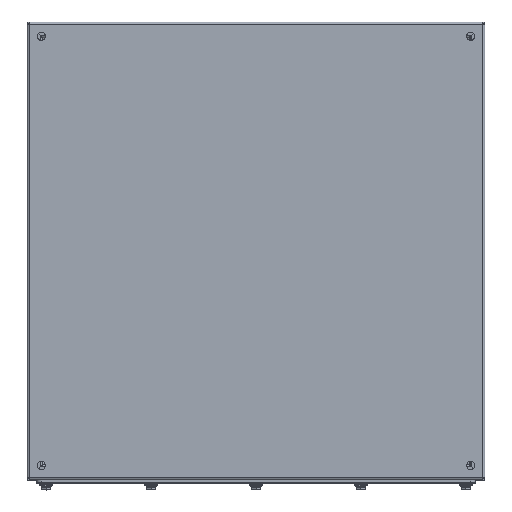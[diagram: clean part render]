
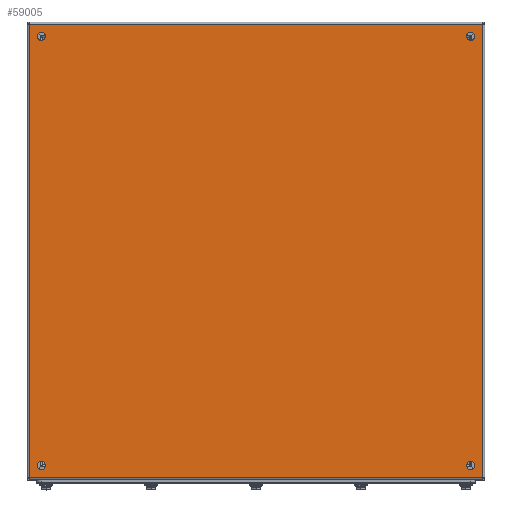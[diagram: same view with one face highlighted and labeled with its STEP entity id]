
A CAD part, top view. The second image highlights one B-rep face of the part: STEP entity #59005.
In plain terms, the highlighted planar face has unit normal (0, 0, 1).
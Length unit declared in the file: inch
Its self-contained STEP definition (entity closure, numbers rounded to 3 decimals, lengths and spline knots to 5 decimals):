
#1409 = CIRCLE ( 'NONE', #51815, 0.21875 ) ;
#1784 = CARTESIAN_POINT ( 'NONE',  ( 7.875, -0.00412, 6.9175 ) ) ;
#1831 = CIRCLE ( 'NONE', #5969, 0.21875 ) ;
#3471 = DIRECTION ( 'NONE',  ( 0., 0., -1. ) ) ;
#5969 = AXIS2_PLACEMENT_3D ( 'NONE', #25818, #57937, #5982 ) ;
#5982 = DIRECTION ( 'NONE',  ( -1., 0., 0. ) ) ;
#7589 = CARTESIAN_POINT ( 'NONE',  ( -3.375, 0.625, 6.9175 ) ) ;
#9493 = LINE ( 'NONE', #39771, #69932 ) ;
#11943 = EDGE_CURVE ( 'NONE', #129239, #129239, #1409, .T. ) ;
#12294 = DIRECTION ( 'NONE',  ( -1., 0., 0. ) ) ;
#16367 = VECTOR ( 'NONE', #92353, 39.37008 ) ;
#16455 = EDGE_LOOP ( 'NONE', ( #103209, #56382, #126509, #105063 ) ) ;
#16859 = DIRECTION ( 'NONE',  ( 1., 0., 0. ) ) ;
#18096 = EDGE_CURVE ( 'NONE', #95059, #104460, #18767, .T. ) ;
#18767 = LINE ( 'NONE', #86611, #27546 ) ;
#18985 = EDGE_CURVE ( 'NONE', #62126, #62126, #27123, .T. ) ;
#25818 = CARTESIAN_POINT ( 'NONE',  ( -3.375, 23.125, 6.9175 ) ) ;
#27123 = CIRCLE ( 'NONE', #77549, 0.21875 ) ;
#27546 = VECTOR ( 'NONE', #16859, 39.37008 ) ;
#28642 = DIRECTION ( 'NONE',  ( 0., -1., 0. ) ) ;
#28678 = DIRECTION ( 'NONE',  ( 0., 0., -1. ) ) ;
#33896 = CARTESIAN_POINT ( 'NONE',  ( 19.75413, -0.00412, 6.9175 ) ) ;
#34408 = CARTESIAN_POINT ( 'NONE',  ( 19.125, 0.625, 6.9175 ) ) ;
#34441 = DIRECTION ( 'NONE',  ( -1., 0., 0. ) ) ;
#37979 = FACE_BOUND ( 'NONE', #45843, .T. ) ;
#39115 = CARTESIAN_POINT ( 'NONE',  ( 18.90625, 23.125, 6.9175 ) ) ;
#39693 = ORIENTED_EDGE ( 'NONE', *, *, #118270, .T. ) ;
#39771 = CARTESIAN_POINT ( 'NONE',  ( 19.75413, 11.875, 6.9175 ) ) ;
#41110 = VERTEX_POINT ( 'NONE', #79747 ) ;
#41607 = AXIS2_PLACEMENT_3D ( 'NONE', #34408, #3471, #103525 ) ;
#45843 = EDGE_LOOP ( 'NONE', ( #39693 ) ) ;
#47143 = CARTESIAN_POINT ( 'NONE',  ( 18.90625, 0.625, 6.9175 ) ) ;
#48479 = VECTOR ( 'NONE', #12294, 39.37008 ) ;
#51815 = AXIS2_PLACEMENT_3D ( 'NONE', #87430, #127551, #77602 ) ;
#52153 = CARTESIAN_POINT ( 'NONE',  ( -4.00412, 11.875, 6.9175 ) ) ;
#53025 = EDGE_CURVE ( 'NONE', #41110, #95059, #102220, .T. ) ;
#53296 = VERTEX_POINT ( 'NONE', #73723 ) ;
#55315 = CARTESIAN_POINT ( 'NONE',  ( -3.59375, 0.625, 6.9175 ) ) ;
#56382 = ORIENTED_EDGE ( 'NONE', *, *, #18096, .F. ) ;
#57937 = DIRECTION ( 'NONE',  ( 0., 0., -1. ) ) ;
#59005 = ADVANCED_FACE ( 'NONE', ( #37979, #123965, #91714, #124591, #83141 ), #114033, .F. ) ;
#61890 = EDGE_LOOP ( 'NONE', ( #98893 ) ) ;
#61995 = EDGE_CURVE ( 'NONE', #118654, #41110, #101831, .T. ) ;
#62126 = VERTEX_POINT ( 'NONE', #55315 ) ;
#62538 = CARTESIAN_POINT ( 'NONE',  ( 19.75413, 23.75413, 6.9175 ) ) ;
#62989 = EDGE_LOOP ( 'NONE', ( #108309 ) ) ;
#68815 = VERTEX_POINT ( 'NONE', #47143 ) ;
#69932 = VECTOR ( 'NONE', #28642, 39.37008 ) ;
#71317 = ORIENTED_EDGE ( 'NONE', *, *, #11943, .T. ) ;
#73199 = CIRCLE ( 'NONE', #41607, 0.21875 ) ;
#73723 = CARTESIAN_POINT ( 'NONE',  ( -3.59375, 23.125, 6.9175 ) ) ;
#77549 = AXIS2_PLACEMENT_3D ( 'NONE', #7589, #28678, #88509 ) ;
#77602 = DIRECTION ( 'NONE',  ( -1., 0., 0. ) ) ;
#79747 = CARTESIAN_POINT ( 'NONE',  ( -4.00412, -0.00413, 6.9175 ) ) ;
#83141 = FACE_OUTER_BOUND ( 'NONE', #16455, .T. ) ;
#86611 = CARTESIAN_POINT ( 'NONE',  ( 7.875, 23.75413, 6.9175 ) ) ;
#87430 = CARTESIAN_POINT ( 'NONE',  ( 19.125, 23.125, 6.9175 ) ) ;
#88509 = DIRECTION ( 'NONE',  ( -1., 0., 0. ) ) ;
#91714 = FACE_BOUND ( 'NONE', #61890, .T. ) ;
#92353 = DIRECTION ( 'NONE',  ( 0., 1., 0. ) ) ;
#95059 = VERTEX_POINT ( 'NONE', #100139 ) ;
#98027 = AXIS2_PLACEMENT_3D ( 'NONE', #102244, #123309, #34441 ) ;
#98893 = ORIENTED_EDGE ( 'NONE', *, *, #18985, .T. ) ;
#100139 = CARTESIAN_POINT ( 'NONE',  ( -4.00413, 23.75412, 6.9175 ) ) ;
#100526 = EDGE_CURVE ( 'NONE', #68815, #68815, #73199, .T. ) ;
#101831 = LINE ( 'NONE', #1784, #48479 ) ;
#102220 = LINE ( 'NONE', #52153, #16367 ) ;
#102244 = CARTESIAN_POINT ( 'NONE',  ( 7.875, 11.875, 6.9175 ) ) ;
#103209 = ORIENTED_EDGE ( 'NONE', *, *, #124251, .F. ) ;
#103525 = DIRECTION ( 'NONE',  ( -1., 0., 0. ) ) ;
#104460 = VERTEX_POINT ( 'NONE', #62538 ) ;
#105063 = ORIENTED_EDGE ( 'NONE', *, *, #61995, .F. ) ;
#108309 = ORIENTED_EDGE ( 'NONE', *, *, #100526, .T. ) ;
#114033 = PLANE ( 'NONE',  #98027 ) ;
#118270 = EDGE_CURVE ( 'NONE', #53296, #53296, #1831, .T. ) ;
#118654 = VERTEX_POINT ( 'NONE', #33896 ) ;
#123309 = DIRECTION ( 'NONE',  ( 0., 0., -1. ) ) ;
#123965 = FACE_BOUND ( 'NONE', #125512, .T. ) ;
#124251 = EDGE_CURVE ( 'NONE', #104460, #118654, #9493, .T. ) ;
#124591 = FACE_BOUND ( 'NONE', #62989, .T. ) ;
#125512 = EDGE_LOOP ( 'NONE', ( #71317 ) ) ;
#126509 = ORIENTED_EDGE ( 'NONE', *, *, #53025, .F. ) ;
#127551 = DIRECTION ( 'NONE',  ( 0., 0., -1. ) ) ;
#129239 = VERTEX_POINT ( 'NONE', #39115 ) ;
